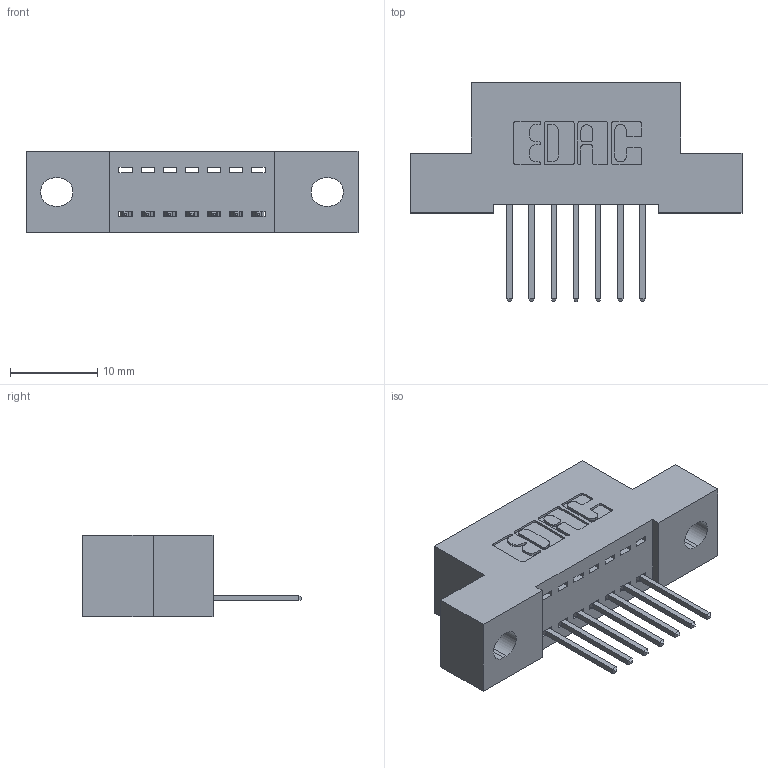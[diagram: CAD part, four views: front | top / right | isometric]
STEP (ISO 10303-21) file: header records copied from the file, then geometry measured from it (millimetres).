
FILE_DESCRIPTION (( 'STEP AP203' ), '1' );
FILE_NAME ('392-007-523-102.STEP', '2018-08-14T18:00:30', ( '' ), ( '' ), 'SwSTEP 2.0', 'SolidWorks 2016', '' );
FILE_SCHEMA (( 'CONFIG_CONTROL_DESIGN' ));
Length unit declared in the file: inch
Products named in the file (3): 345-292-001_345-293-123; 392-007-523-102; 342 Part_.128 Slot
Assembly tree (8 placements, depth 2):
  392-007-523-102
    342 Part_.128 Slot
    345-292-001_345-293-123  x7
Bounding box: 38.1 x 25.15 x 9.4 mm (x, y, z)
Volume: 3156.8 mm3; surface area: 3748.5 mm2
Topology: 8 solids, 8 shells, 520 faces, 1543 edges, 1018 vertices
Faces by surface type: plane 364, cylinder 156
Entity records: 8827 total; most frequent: CARTESIAN_POINT 1535, ORIENTED_EDGE 1478, DIRECTION 1365, EDGE_CURVE 739, LINE 611, VECTOR 611, VERTEX_POINT 490, AXIS2_PLACEMENT_3D 377
